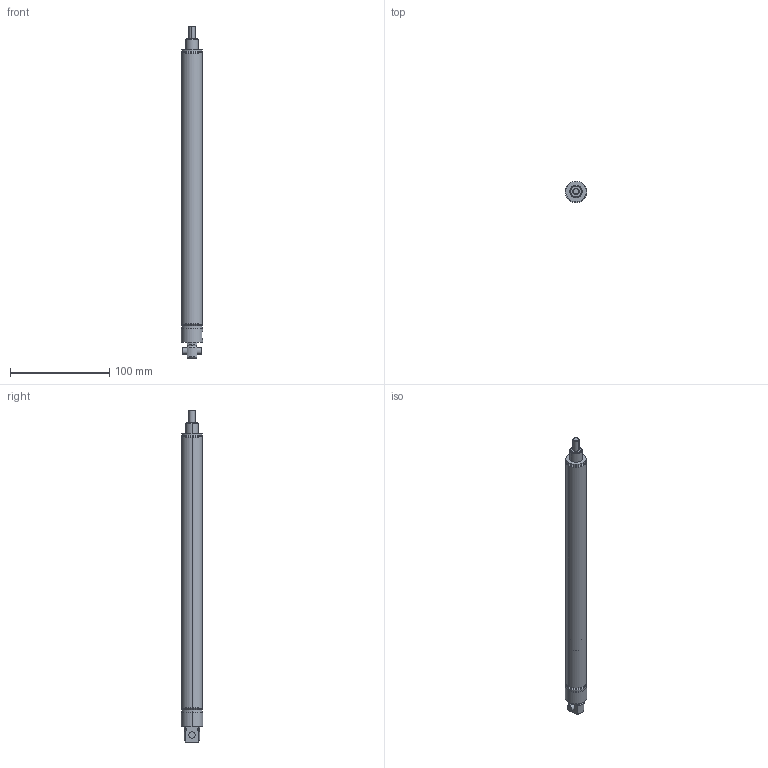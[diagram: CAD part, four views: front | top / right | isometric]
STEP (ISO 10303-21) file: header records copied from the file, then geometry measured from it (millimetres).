
FILE_DESCRIPTION (( 'STEP AP214' ), '1' );
FILE_NAME ('A12060SP.step', '2017-04-04T20:56:49', ( '' ), ( '' ), 'SwSTEP 2.0', 'SolidWorks 2017', '' );
FILE_SCHEMA (( 'AUTOMOTIVE_DESIGN' ));
Length unit declared in the file: inch
Products named in the file (4): A12060SP-Pin; A12060SP-Rod; A12060SP-MainBody; A12060SP
Assembly tree (3 placements, depth 2):
  A12060SP
    A12060SP-MainBody
    A12060SP-Rod
    A12060SP-Pin
Bounding box: 21.84 x 21.84 x 335.28 mm (x, y, z)
Volume: 63658.2 mm3; surface area: 40305.7 mm2
Topology: 3 solids, 3 shells, 73 faces, 155 edges, 97 vertices
Faces by surface type: cylinder 32, plane 19, cone 18, torus 4
Entity records: 2273 total; most frequent: CARTESIAN_POINT 483, DIRECTION 379, ORIENTED_EDGE 306, AXIS2_PLACEMENT_3D 161, EDGE_CURVE 153, VERTEX_POINT 97, EDGE_LOOP 86, CIRCLE 82
